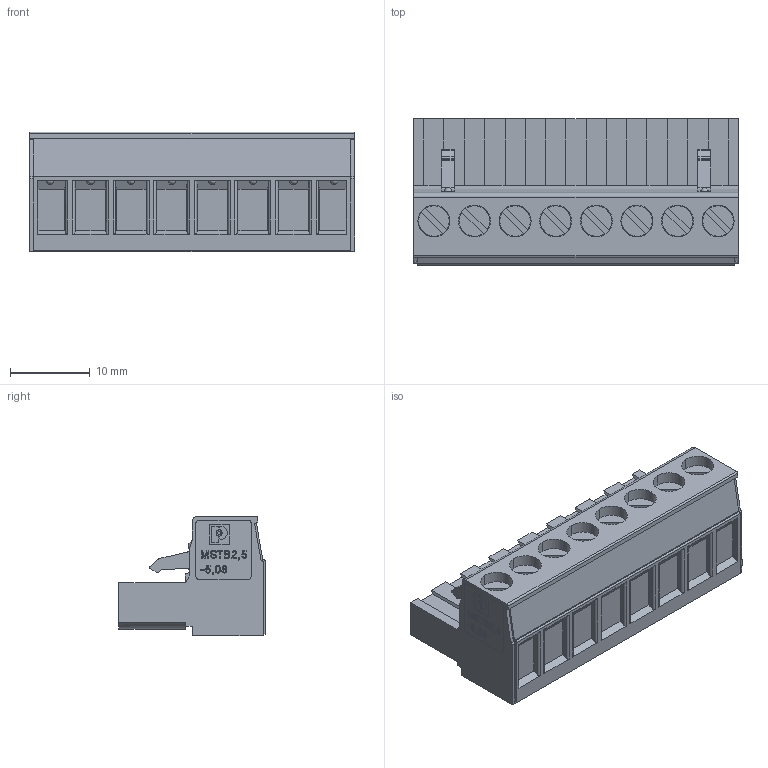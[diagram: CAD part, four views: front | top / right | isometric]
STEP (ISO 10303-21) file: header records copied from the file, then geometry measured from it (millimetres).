
FILE_DESCRIPTION (( 'STEP AP214' ), '1' );
FILE_NAME ('PHOX-CON-A.STEP', '2024-03-28T12:08:21', ( '' ), ( '' ), 'SwSTEP 2.0', 'SolidWorks 2021', '' );
FILE_SCHEMA (( 'AUTOMOTIVE_DESIGN' ));
Length unit declared in the file: inch
Products named in the file (1): PHOX-CON-A
Bounding box: 40.7 x 18.3 x 15 mm (x, y, z)
Volume: 6989.7 mm3; surface area: 3744.6 mm2
Topology: 1 solids, 8 shells, 986 faces, 2718 edges, 1801 vertices
Faces by surface type: plane 756, cylinder 204, cone 16, sphere 10
Entity records: 31549 total; most frequent: CARTESIAN_POINT 6182, ORIENTED_EDGE 5376, DIRECTION 5077, EDGE_CURVE 2688, LINE 2195, VECTOR 2195, VERTEX_POINT 1781, AXIS2_PLACEMENT_3D 1441
